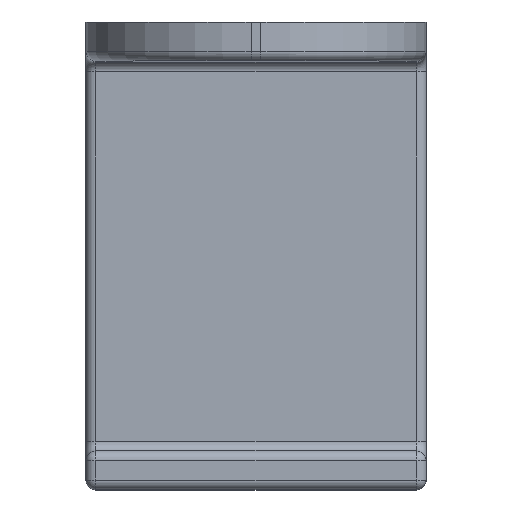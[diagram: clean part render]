
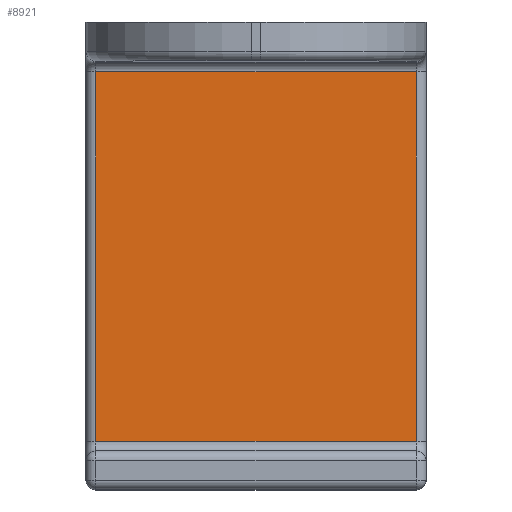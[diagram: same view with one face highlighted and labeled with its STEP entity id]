
A CAD part, top view. The second image highlights one B-rep face of the part: STEP entity #8921.
In plain terms, the highlighted planar face has unit normal (0, 0, 1).
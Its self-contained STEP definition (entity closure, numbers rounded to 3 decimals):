
#981=FACE_OUTER_BOUND('',#1474,.T.);
#1474=EDGE_LOOP('',(#7851,#7852,#7853,#7854));
#2422=LINE('',#15665,#3390);
#2434=LINE('',#15716,#3402);
#2435=LINE('',#15718,#3403);
#2438=LINE('',#15722,#3406);
#3390=VECTOR('',#10983,10.);
#3402=VECTOR('',#11041,10.);
#3403=VECTOR('',#11044,10.);
#3406=VECTOR('',#11049,10.);
#4225=VERTEX_POINT('',#15619);
#4234=VERTEX_POINT('',#15648);
#4238=VERTEX_POINT('',#15657);
#4246=VERTEX_POINT('',#15686);
#5470=EDGE_CURVE('',#4225,#4238,#2422,.T.);
#5496=EDGE_CURVE('',#4238,#4246,#2434,.T.);
#5497=EDGE_CURVE('',#4246,#4234,#2435,.T.);
#5500=EDGE_CURVE('',#4234,#4225,#2438,.T.);
#7851=ORIENTED_EDGE('',*,*,#5470,.F.);
#7852=ORIENTED_EDGE('',*,*,#5500,.F.);
#7853=ORIENTED_EDGE('',*,*,#5497,.F.);
#7854=ORIENTED_EDGE('',*,*,#5496,.F.);
#8476=PLANE('',#9346);
#8921=ADVANCED_FACE('',(#981),#8476,.F.);
#9346=AXIS2_PLACEMENT_3D('',#15767,#11097,#11098);
#10983=DIRECTION('',(-1.,0.,0.));
#11041=DIRECTION('',(0.,1.,0.));
#11044=DIRECTION('',(1.,0.,0.));
#11049=DIRECTION('',(0.,-1.,0.));
#11097=DIRECTION('center_axis',(0.,0.,-1.));
#11098=DIRECTION('ref_axis',(0.,-1.,0.));
#15619=CARTESIAN_POINT('',(84.455,-49.53,5.08));
#15648=CARTESIAN_POINT('',(84.455,-1.27,5.08));
#15657=CARTESIAN_POINT('',(42.545,-49.53,5.08));
#15665=CARTESIAN_POINT('',(85.725,-49.53,5.08));
#15686=CARTESIAN_POINT('',(42.545,-1.27,5.08));
#15716=CARTESIAN_POINT('',(42.545,-27.94,5.08));
#15718=CARTESIAN_POINT('',(74.613,-1.27,5.08));
#15722=CARTESIAN_POINT('',(84.455,2.54,5.08));
#15767=CARTESIAN_POINT('Origin',(85.725,0.,5.08));
